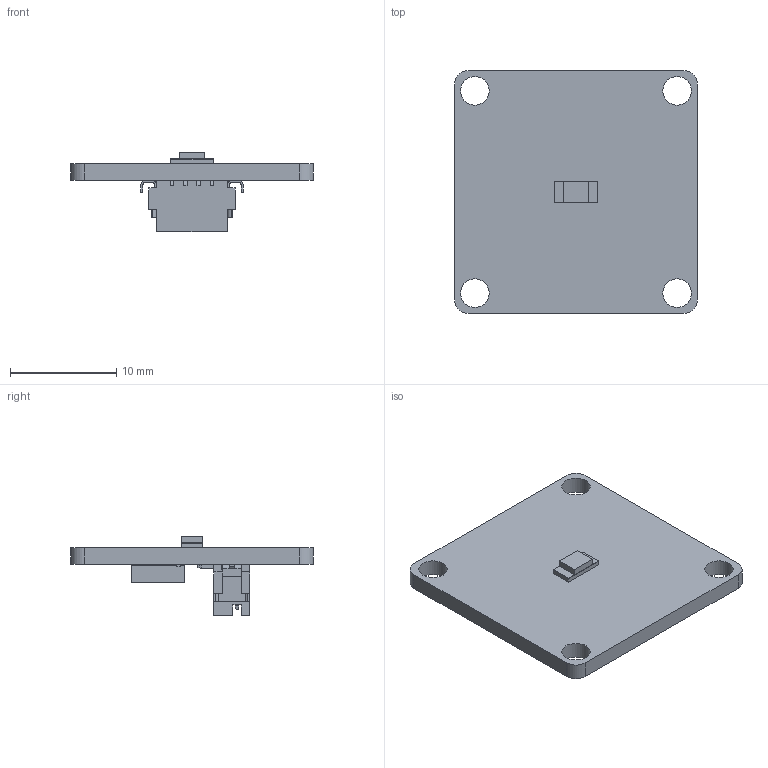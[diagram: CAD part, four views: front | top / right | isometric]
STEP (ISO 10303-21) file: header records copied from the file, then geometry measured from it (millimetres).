
FILE_DESCRIPTION(('Open CASCADE Model'),'2;1');
FILE_NAME('Open CASCADE Shape Model','2018-02-20T10:52:49',('Author'),( 'Open CASCADE'),'Open CASCADE STEP processor 6.7','Open CASCADE 6.7' ,'Unknown');
FILE_SCHEMA(('AUTOMOTIVE_DESIGN_CC2 { 1 2 10303 214 -1 1 5 4 }'));
Length unit declared in the file: millimetre
Products named in the file (7): Open CASCADE STEP translator 6.7 1; Open CASCADE STEP translator 6.7 2; Open CASCADE STEP translator 6.7 3; Open CASCADE STEP translator 6.7 4; Open CASCADE STEP translator 6.7 5; Open CASCADE STEP translator 6.7 6; Open CASCADE STEP translator 6.7 7
Bounding box: 22.86 x 22.86 x 7.44 mm (x, y, z)
Volume: 896.2 mm3; surface area: 1592.1 mm2
Topology: 7 solids, 7 shells, 326 faces, 868 edges, 560 vertices
Faces by surface type: plane 278, cylinder 44, cone 4
Full cylindrical faces by diameter (mm): 2.692 x4
Entity records: 25322 total; most frequent: CARTESIAN_POINT 8003, DIRECTION 3130, LINE 2242, VECTOR 2242, ORIENTED_EDGE 1736, PCURVE 1736, DEFINITIONAL_REPRESENTATION 1736, EDGE_CURVE 868
